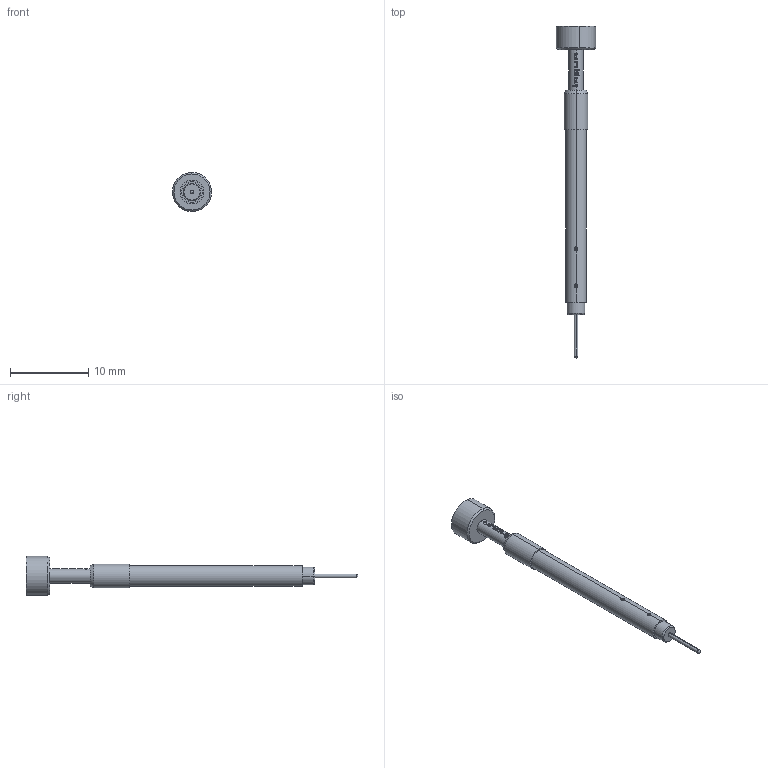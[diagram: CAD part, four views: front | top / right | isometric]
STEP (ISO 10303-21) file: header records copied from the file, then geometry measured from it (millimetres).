
FILE_DESCRIPTION (( 'STEP AP203' ), '1' );
FILE_NAME ('INGUN_SKS-415_002_500_A_xx05_2.STEP', '2022-02-17T12:28:04', ( 'ochi' ), ( '' ), 'SwSTEP 2.0', 'SolidWorks 2018', '' );
FILE_SCHEMA (( 'CONFIG_CONTROL_DESIGN' ));
Length unit declared in the file: millimetre
Products named in the file (1): INGUN_SKS-415_002_500_A_xx05_2
Bounding box: 5 x 42.3 x 5 mm (x, y, z)
Volume: 235.7 mm3; surface area: 371.4 mm2
Topology: 1 solids, 1 shells, 109 faces, 300 edges, 198 vertices
Faces by surface type: plane 50, bspline 30, cylinder 22, cone 6, sphere 1
Entity records: 4448 total; most frequent: CARTESIAN_POINT 1833, ORIENTED_EDGE 594, DIRECTION 443, EDGE_CURVE 297, VERTEX_POINT 196, AXIS2_PLACEMENT_3D 176, EDGE_LOOP 115, B_SPLINE_CURVE_WITH_KNOTS 110
